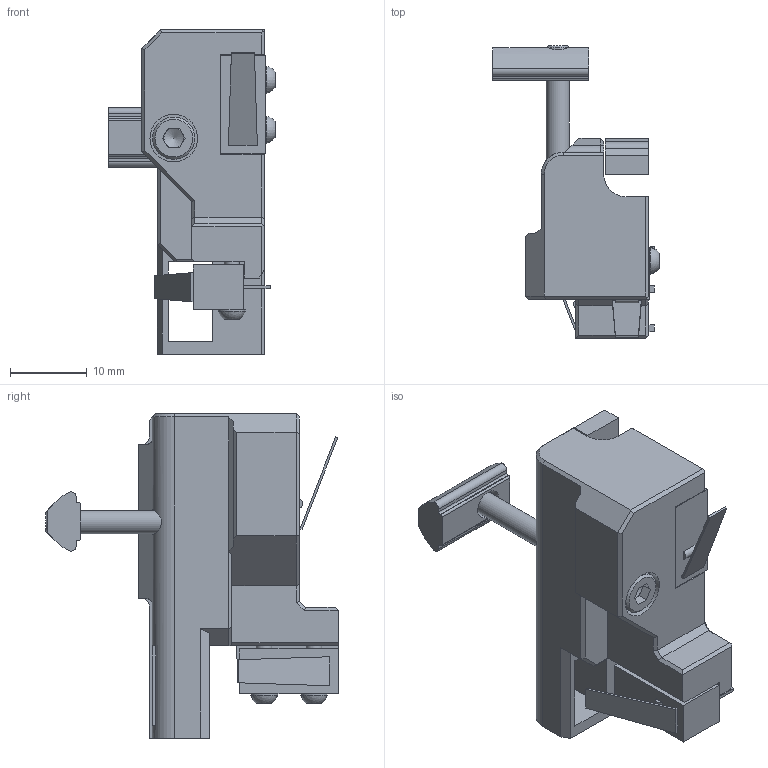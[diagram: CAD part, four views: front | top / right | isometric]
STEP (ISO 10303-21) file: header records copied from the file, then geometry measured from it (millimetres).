
FILE_DESCRIPTION(/* description */ (''),/* implementation_level */ '2;1');
FILE_NAME(/* name */ 'Endstop Mount Cartographer.step',/* time_stamp */ '2025-07-26T13:59:25+10:00',/* author */ (''),/* organization */ (''),/* preprocessor_version */ 'ST-DEVELOPER v20.1',/* originating_system */ 'Autodesk Translation Framework v14.10.0.0',/* authorisation */ '');
FILE_SCHEMA (('AUTOMOTIVE_DESIGN { 1 0 10303 214 3 1 1 }'));
Length unit declared in the file: millimetre
Products named in the file (12): A_Motor_EndStop_Mount; EndStop_Mount; Hardware (3); M2x10 Self-tapping Screw (19) (1); M2x10 Self-tapping Screw (19) (1) (1); M3x30 SHCS; 2020 Drop-in T-nut, M3 (54) (1); D2F_L (2); SOLID (66); D2F_L (2) (1); SOLID (66) (1); M2x10 Self-tapping Screw (19) (1) (2)
Assembly tree (12 placements, depth 4):
  A_Motor_EndStop_Mount
    EndStop_Mount
    Hardware (3)
      M2x10 Self-tapping Screw (19) (1)
      M2x10 Self-tapping Screw (19) (1) (1)
      M2x10 Self-tapping Screw (19) (1) (2)  x2
      M3x30 SHCS
      2020 Drop-in T-nut, M3 (54) (1)
      D2F_L (2)
        SOLID (66)
      D2F_L (2) (1)
        SOLID (66) (1)
Bounding box: 21.64 x 38.05 x 42.18 mm (x, y, z)
Volume: 9049.9 mm3; surface area: 6839.2 mm2
Topology: 10 solids, 10 shells, 316 faces, 747 edges, 472 vertices
Faces by surface type: plane 233, cylinder 39, cone 37, sphere 4, bspline 2, torus 1
Full cylindrical faces by diameter (mm): 1.7 x4, 2 x6, 3 x1, 3.086 x1, 3.2 x1, 3.5 x4, 5.5 x1, 6.2 x1
Entity records: 9084 total; most frequent: CARTESIAN_POINT 1795, DIRECTION 1445, ORIENTED_EDGE 1426, EDGE_CURVE 713, LINE 547, VECTOR 547, VERTEX_POINT 454, AXIS2_PLACEMENT_3D 449
